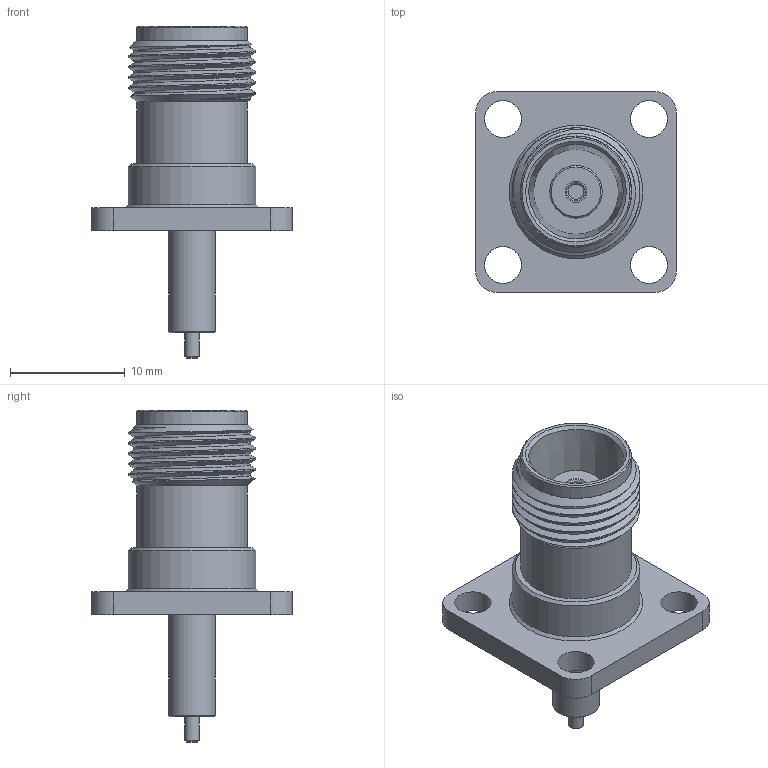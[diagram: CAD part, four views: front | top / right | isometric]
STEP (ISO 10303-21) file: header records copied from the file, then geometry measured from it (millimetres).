
FILE_DESCRIPTION (( 'STEP AP203' ), '1' );
FILE_NAME ('SC4242_3D.step', '2021-01-11T18:29:04', ( '' ), ( '' ), 'SwSTEP 2.0', 'SolidWorks 2018', '' );
FILE_SCHEMA (( 'CONFIG_CONTROL_DESIGN' ));
Length unit declared in the file: inch
Products named in the file (1): SC4242_3D
Bounding box: 17.5 x 17.5 x 28.89 mm (x, y, z)
Volume: 1651.8 mm3; surface area: 1775.6 mm2
Topology: 1 solids, 1 shells, 78 faces, 185 edges, 118 vertices
Faces by surface type: plane 39, cylinder 21, cone 15, bspline 3
Full cylindrical faces by diameter (mm): 1.295 x1, 1.346 x1, 1.854 x1, 3.2 x4, 4.089 x1, 4.572 x1, 9.652 x2, 11.112 x1
Entity records: 3716 total; most frequent: CARTESIAN_POINT 2003, DIRECTION 340, ORIENTED_EDGE 306, EDGE_CURVE 153, AXIS2_PLACEMENT_3D 142, EDGE_LOOP 116, VERTEX_POINT 109, FACE_OUTER_BOUND 89
